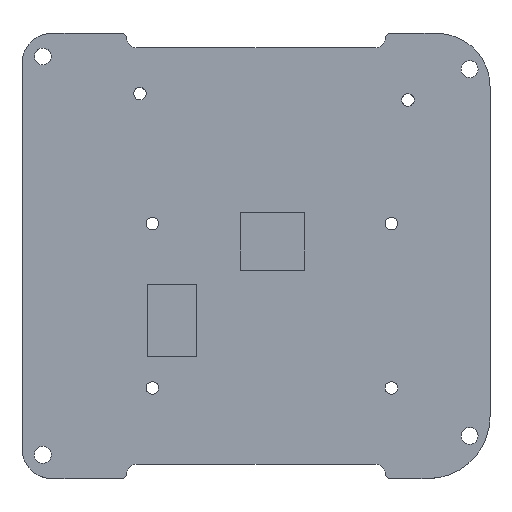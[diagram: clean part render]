
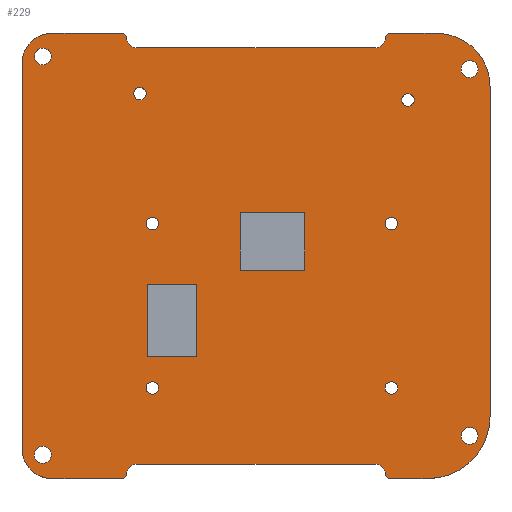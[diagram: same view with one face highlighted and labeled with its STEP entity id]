
A CAD part, top view. The second image highlights one B-rep face of the part: STEP entity #229.
In plain terms, the highlighted planar face has unit normal (0, 0, 1).
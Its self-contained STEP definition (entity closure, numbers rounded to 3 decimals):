
#229=ADVANCED_FACE('',(#673,#675,#677,#679,#681,#683,#685,#687,#689,#691,#693),#695,
.T.);
#673=FACE_BOUND('',#674,.T.);
#674=EDGE_LOOP('',(#1077,#1078,#1079,#1080,#1081,#1082,#1083,#1084,#1085,#1086,#1087,
#1088,#1089,#1090,#1091,#1092,#1093,#1094,#1095,#1096));
#675=FACE_BOUND('',#676,.T.);
#676=EDGE_LOOP('',(#1097));
#677=FACE_BOUND('',#678,.T.);
#678=EDGE_LOOP('',(#1098));
#679=FACE_BOUND('',#680,.T.);
#680=EDGE_LOOP('',(#1099));
#681=FACE_BOUND('',#682,.T.);
#682=EDGE_LOOP('',(#1100));
#683=FACE_BOUND('',#684,.T.);
#684=EDGE_LOOP('',(#1101));
#685=FACE_BOUND('',#686,.T.);
#686=EDGE_LOOP('',(#1102));
#687=FACE_BOUND('',#688,.T.);
#688=EDGE_LOOP('',(#1103));
#689=FACE_BOUND('',#690,.T.);
#690=EDGE_LOOP('',(#1104));
#691=FACE_BOUND('',#692,.T.);
#692=EDGE_LOOP('',(#1105));
#693=FACE_BOUND('',#694,.T.);
#694=EDGE_LOOP('',(#1106));
#695=PLANE('',#696);
#696=AXIS2_PLACEMENT_3D('',#697,#698,#699);
#697=CARTESIAN_POINT('',(0.,0.,6.));
#698=DIRECTION('',(0.,0.,1.));
#699=DIRECTION('',(1.,0.,0.));
#1077=ORIENTED_EDGE('',*,*,#1277,.T.);
#1078=ORIENTED_EDGE('',*,*,#1278,.T.);
#1079=ORIENTED_EDGE('',*,*,#1279,.T.);
#1080=ORIENTED_EDGE('',*,*,#1280,.T.);
#1081=ORIENTED_EDGE('',*,*,#1281,.T.);
#1082=ORIENTED_EDGE('',*,*,#1282,.T.);
#1083=ORIENTED_EDGE('',*,*,#1283,.T.);
#1084=ORIENTED_EDGE('',*,*,#1284,.T.);
#1085=ORIENTED_EDGE('',*,*,#1285,.T.);
#1086=ORIENTED_EDGE('',*,*,#1286,.T.);
#1087=ORIENTED_EDGE('',*,*,#1287,.T.);
#1088=ORIENTED_EDGE('',*,*,#1288,.T.);
#1089=ORIENTED_EDGE('',*,*,#1289,.T.);
#1090=ORIENTED_EDGE('',*,*,#1290,.F.);
#1091=ORIENTED_EDGE('',*,*,#1291,.T.);
#1092=ORIENTED_EDGE('',*,*,#1292,.T.);
#1093=ORIENTED_EDGE('',*,*,#1293,.T.);
#1094=ORIENTED_EDGE('',*,*,#1294,.F.);
#1095=ORIENTED_EDGE('',*,*,#1295,.T.);
#1096=ORIENTED_EDGE('',*,*,#1296,.F.);
#1097=ORIENTED_EDGE('',*,*,#1297,.T.);
#1098=ORIENTED_EDGE('',*,*,#1298,.T.);
#1099=ORIENTED_EDGE('',*,*,#1299,.F.);
#1100=ORIENTED_EDGE('',*,*,#1300,.F.);
#1101=ORIENTED_EDGE('',*,*,#1301,.F.);
#1102=ORIENTED_EDGE('',*,*,#1302,.F.);
#1103=ORIENTED_EDGE('',*,*,#1303,.T.);
#1104=ORIENTED_EDGE('',*,*,#1304,.T.);
#1105=ORIENTED_EDGE('',*,*,#1305,.T.);
#1106=ORIENTED_EDGE('',*,*,#1306,.T.);
#1277=EDGE_CURVE('',#1405,#1406,#1407,.T.);
#1278=EDGE_CURVE('',#1406,#1408,#1409,.T.);
#1279=EDGE_CURVE('',#1408,#1410,#1411,.T.);
#1280=EDGE_CURVE('',#1410,#1412,#1413,.T.);
#1281=EDGE_CURVE('',#1412,#1414,#1415,.T.);
#1282=EDGE_CURVE('',#1414,#1416,#1417,.T.);
#1283=EDGE_CURVE('',#1416,#1418,#1419,.T.);
#1284=EDGE_CURVE('',#1418,#1420,#1421,.T.);
#1285=EDGE_CURVE('',#1420,#1422,#1423,.T.);
#1286=EDGE_CURVE('',#1422,#1424,#1425,.T.);
#1287=EDGE_CURVE('',#1424,#1426,#1427,.T.);
#1288=EDGE_CURVE('',#1426,#1428,#1429,.T.);
#1289=EDGE_CURVE('',#1428,#1430,#1431,.T.);
#1290=EDGE_CURVE('',#1432,#1430,#1433,.T.);
#1291=EDGE_CURVE('',#1432,#1434,#1435,.T.);
#1292=EDGE_CURVE('',#1434,#1436,#1437,.T.);
#1293=EDGE_CURVE('',#1436,#1438,#1439,.T.);
#1294=EDGE_CURVE('',#1440,#1438,#1441,.T.);
#1295=EDGE_CURVE('',#1440,#1442,#1443,.T.);
#1296=EDGE_CURVE('',#1405,#1442,#1444,.T.);
#1297=EDGE_CURVE('',#1445,#1445,#1446,.F.);
#1298=EDGE_CURVE('',#1447,#1447,#1448,.F.);
#1299=EDGE_CURVE('',#1449,#1449,#1450,.T.);
#1300=EDGE_CURVE('',#1451,#1451,#1452,.T.);
#1301=EDGE_CURVE('',#1453,#1453,#1454,.T.);
#1302=EDGE_CURVE('',#1455,#1455,#1456,.T.);
#1303=EDGE_CURVE('',#1457,#1457,#1458,.F.);
#1304=EDGE_CURVE('',#1459,#1459,#1460,.F.);
#1305=EDGE_CURVE('',#1461,#1461,#1462,.F.);
#1306=EDGE_CURVE('',#1463,#1463,#1464,.F.);
#1405=VERTEX_POINT('',#1649);
#1406=VERTEX_POINT('',#1650);
#1407=LINE('',#1651,#1652);
#1408=VERTEX_POINT('',#1654);
#1409=CIRCLE('',#1655,1.);
#1410=VERTEX_POINT('',#1659);
#1411=CIRCLE('',#1660,2.);
#1412=VERTEX_POINT('',#1664);
#1413=LINE('',#1665,#1666);
#1414=VERTEX_POINT('',#1668);
#1415=CIRCLE('',#1669,2.);
#1416=VERTEX_POINT('',#1673);
#1417=CIRCLE('',#1674,1.);
#1418=VERTEX_POINT('',#1678);
#1419=LINE('',#1679,#1680);
#1420=VERTEX_POINT('',#1682);
#1421=CIRCLE('',#1683,6.);
#1422=VERTEX_POINT('',#1687);
#1423=LINE('',#1688,#1689);
#1424=VERTEX_POINT('',#1691);
#1425=CIRCLE('',#1692,6.);
#1426=VERTEX_POINT('',#1696);
#1427=LINE('',#1697,#1698);
#1428=VERTEX_POINT('',#1700);
#1429=CIRCLE('',#1701,1.);
#1430=VERTEX_POINT('',#1705);
#1431=CIRCLE('',#1706,2.);
#1432=VERTEX_POINT('',#1710);
#1433=LINE('',#1711,#1712);
#1434=VERTEX_POINT('',#1714);
#1435=CIRCLE('',#1715,2.);
#1436=VERTEX_POINT('',#1719);
#1437=CIRCLE('',#1720,1.);
#1438=VERTEX_POINT('',#1724);
#1439=LINE('',#1725,#1726);
#1440=VERTEX_POINT('',#1728);
#1441=CIRCLE('',#1729,12.427);
#1442=VERTEX_POINT('',#1733);
#1443=LINE('',#1734,#1735);
#1444=CIRCLE('',#1737,10.601);
#1445=VERTEX_POINT('',#1741);
#1446=CIRCLE('',#1742,1.25);
#1447=VERTEX_POINT('',#1746);
#1448=CIRCLE('',#1747,1.25);
#1449=VERTEX_POINT('',#1751);
#1450=CIRCLE('',#1752,1.7);
#1451=VERTEX_POINT('',#1756);
#1452=CIRCLE('',#1757,1.7);
#1453=VERTEX_POINT('',#1761);
#1454=CIRCLE('',#1762,1.7);
#1455=VERTEX_POINT('',#1766);
#1456=CIRCLE('',#1767,1.7);
#1457=VERTEX_POINT('',#1771);
#1458=CIRCLE('',#1772,1.25);
#1459=VERTEX_POINT('',#1776);
#1460=CIRCLE('',#1777,1.25);
#1461=VERTEX_POINT('',#1781);
#1462=CIRCLE('',#1782,1.25);
#1463=VERTEX_POINT('',#1786);
#1464=CIRCLE('',#1787,1.25);
#1649=CARTESIAN_POINT('',(36.399,44.7,6.));
#1650=CARTESIAN_POINT('',(26.998,44.7,6.));
#1651=CARTESIAN_POINT('',(36.399,44.7,6.));
#1652=VECTOR('',#1653,1.);
#1653=DIRECTION('',(-1.,0.,0.));
#1654=CARTESIAN_POINT('',(25.999,43.733,6.));
#1655=AXIS2_PLACEMENT_3D('',#1656,#1657,#1658);
#1656=CARTESIAN_POINT('',(26.998,43.7,6.));
#1657=DIRECTION('',(0.,0.,1.));
#1658=DIRECTION('',(0.,1.,0.));
#1659=CARTESIAN_POINT('',(24.,41.8,6.));
#1660=AXIS2_PLACEMENT_3D('',#1661,#1662,#1663);
#1661=CARTESIAN_POINT('',(24.,43.8,6.));
#1662=DIRECTION('',(0.,0.,-1.));
#1663=DIRECTION('',(0.999,-0.033,0.));
#1664=CARTESIAN_POINT('',(-24.,41.8,6.));
#1665=CARTESIAN_POINT('',(24.,41.8,6.));
#1666=VECTOR('',#1667,1.);
#1667=DIRECTION('',(-1.,0.,0.));
#1668=CARTESIAN_POINT('',(-25.999,43.733,6.));
#1669=AXIS2_PLACEMENT_3D('',#1670,#1671,#1672);
#1670=CARTESIAN_POINT('',(-24.,43.8,6.));
#1671=DIRECTION('',(0.,0.,-1.));
#1672=DIRECTION('',(0.,-1.,0.));
#1673=CARTESIAN_POINT('',(-26.998,44.7,6.));
#1674=AXIS2_PLACEMENT_3D('',#1675,#1676,#1677);
#1675=CARTESIAN_POINT('',(-26.998,43.7,6.));
#1676=DIRECTION('',(0.,0.,1.));
#1677=DIRECTION('',(0.999,0.033,0.));
#1678=CARTESIAN_POINT('',(-41.,44.7,6.));
#1679=CARTESIAN_POINT('',(-26.998,44.7,6.));
#1680=VECTOR('',#1681,1.);
#1681=DIRECTION('',(-1.,0.,0.));
#1682=CARTESIAN_POINT('',(-47.,38.7,6.));
#1683=AXIS2_PLACEMENT_3D('',#1684,#1685,#1686);
#1684=CARTESIAN_POINT('',(-41.,38.7,6.));
#1685=DIRECTION('',(0.,0.,1.));
#1686=DIRECTION('',(0.,1.,0.));
#1687=CARTESIAN_POINT('',(-47.,-38.7,6.));
#1688=CARTESIAN_POINT('',(-47.,38.7,6.));
#1689=VECTOR('',#1690,1.);
#1690=DIRECTION('',(0.,-1.,0.));
#1691=CARTESIAN_POINT('',(-41.,-44.7,6.));
#1692=AXIS2_PLACEMENT_3D('',#1693,#1694,#1695);
#1693=CARTESIAN_POINT('',(-41.,-38.7,6.));
#1694=DIRECTION('',(0.,0.,1.));
#1695=DIRECTION('',(-1.,0.,0.));
#1696=CARTESIAN_POINT('',(-26.998,-44.7,6.));
#1697=CARTESIAN_POINT('',(-41.,-44.7,6.));
#1698=VECTOR('',#1699,1.);
#1699=DIRECTION('',(1.,0.,0.));
#1700=CARTESIAN_POINT('',(-25.999,-43.733,6.));
#1701=AXIS2_PLACEMENT_3D('',#1702,#1703,#1704);
#1702=CARTESIAN_POINT('',(-26.998,-43.7,6.));
#1703=DIRECTION('',(0.,0.,1.));
#1704=DIRECTION('',(0.,-1.,0.));
#1705=CARTESIAN_POINT('',(-24.,-41.8,6.));
#1706=AXIS2_PLACEMENT_3D('',#1707,#1708,#1709);
#1707=CARTESIAN_POINT('',(-24.,-43.8,6.));
#1708=DIRECTION('',(0.,0.,-1.));
#1709=DIRECTION('',(-0.999,0.033,0.));
#1710=CARTESIAN_POINT('',(24.,-41.8,6.));
#1711=CARTESIAN_POINT('',(24.,-41.8,6.));
#1712=VECTOR('',#1713,1.);
#1713=DIRECTION('',(-1.,0.,0.));
#1714=CARTESIAN_POINT('',(25.999,-43.733,6.));
#1715=AXIS2_PLACEMENT_3D('',#1716,#1717,#1718);
#1716=CARTESIAN_POINT('',(24.,-43.8,6.));
#1717=DIRECTION('',(0.,0.,-1.));
#1718=DIRECTION('',(0.,1.,0.));
#1719=CARTESIAN_POINT('',(26.998,-44.7,6.));
#1720=AXIS2_PLACEMENT_3D('',#1721,#1722,#1723);
#1721=CARTESIAN_POINT('',(26.998,-43.7,6.));
#1722=DIRECTION('',(0.,0.,1.));
#1723=DIRECTION('',(-0.999,-0.033,0.));
#1724=CARTESIAN_POINT('',(34.573,-44.7,6.));
#1725=CARTESIAN_POINT('',(26.998,-44.7,6.));
#1726=VECTOR('',#1727,1.);
#1727=DIRECTION('',(1.,0.,0.));
#1728=CARTESIAN_POINT('',(47.,-32.273,6.));
#1729=AXIS2_PLACEMENT_3D('',#1730,#1731,#1732);
#1730=CARTESIAN_POINT('',(34.573,-32.273,6.));
#1731=DIRECTION('',(0.,0.,-1.));
#1732=DIRECTION('',(1.,0.,0.));
#1733=CARTESIAN_POINT('',(47.,34.099,6.));
#1734=CARTESIAN_POINT('',(47.,-32.273,6.));
#1735=VECTOR('',#1736,1.);
#1736=DIRECTION('',(0.,1.,0.));
#1737=AXIS2_PLACEMENT_3D('',#1738,#1739,#1740);
#1738=CARTESIAN_POINT('',(36.399,34.099,6.));
#1739=DIRECTION('',(0.,0.,-1.));
#1740=DIRECTION('',(0.,1.,0.));
#1741=CARTESIAN_POINT('',(31.758,31.333,6.));
#1742=AXIS2_PLACEMENT_3D('',#1743,#1744,#1745);
#1743=CARTESIAN_POINT('',(30.508,31.333,6.));
#1744=DIRECTION('',(0.,0.,1.));
#1745=DIRECTION('',(1.,0.,0.));
#1746=CARTESIAN_POINT('',(-22.072,32.583,6.));
#1747=AXIS2_PLACEMENT_3D('',#1748,#1749,#1750);
#1748=CARTESIAN_POINT('',(-23.322,32.583,6.));
#1749=DIRECTION('',(0.,0.,1.));
#1750=DIRECTION('',(1.,0.,0.));
#1751=CARTESIAN_POINT('',(44.6,37.53,6.));
#1752=AXIS2_PLACEMENT_3D('',#1753,#1754,#1755);
#1753=CARTESIAN_POINT('',(42.9,37.53,6.));
#1754=DIRECTION('',(0.,0.,1.));
#1755=DIRECTION('',(-1.,0.,0.));
#1756=CARTESIAN_POINT('',(-41.13,40.07,6.));
#1757=AXIS2_PLACEMENT_3D('',#1758,#1759,#1760);
#1758=CARTESIAN_POINT('',(-42.83,40.07,6.));
#1759=DIRECTION('',(0.,0.,1.));
#1760=DIRECTION('',(-1.,0.,0.));
#1761=CARTESIAN_POINT('',(-41.13,-39.94,6.));
#1762=AXIS2_PLACEMENT_3D('',#1763,#1764,#1765);
#1763=CARTESIAN_POINT('',(-42.83,-39.94,6.));
#1764=DIRECTION('',(0.,0.,1.));
#1765=DIRECTION('',(-1.,0.,0.));
#1766=CARTESIAN_POINT('',(44.6,-36.13,6.));
#1767=AXIS2_PLACEMENT_3D('',#1768,#1769,#1770);
#1768=CARTESIAN_POINT('',(42.9,-36.13,6.));
#1769=DIRECTION('',(0.,0.,1.));
#1770=DIRECTION('',(-1.,0.,0.));
#1771=CARTESIAN_POINT('',(-19.568,-26.5,6.));
#1772=AXIS2_PLACEMENT_3D('',#1773,#1774,#1775);
#1773=CARTESIAN_POINT('',(-20.818,-26.5,6.));
#1774=DIRECTION('',(0.,0.,1.));
#1775=DIRECTION('',(1.,0.,0.));
#1776=CARTESIAN_POINT('',(28.432,-26.504,6.));
#1777=AXIS2_PLACEMENT_3D('',#1778,#1779,#1780);
#1778=CARTESIAN_POINT('',(27.182,-26.504,6.));
#1779=DIRECTION('',(0.,0.,1.));
#1780=DIRECTION('',(1.,0.,0.));
#1781=CARTESIAN_POINT('',(28.432,6.5,6.));
#1782=AXIS2_PLACEMENT_3D('',#1783,#1784,#1785);
#1783=CARTESIAN_POINT('',(27.182,6.5,6.));
#1784=DIRECTION('',(0.,0.,1.));
#1785=DIRECTION('',(1.,0.,0.));
#1786=CARTESIAN_POINT('',(-19.568,6.5,6.));
#1787=AXIS2_PLACEMENT_3D('',#1788,#1789,#1790);
#1788=CARTESIAN_POINT('',(-20.818,6.5,6.));
#1789=DIRECTION('',(0.,0.,1.));
#1790=DIRECTION('',(1.,0.,0.));
